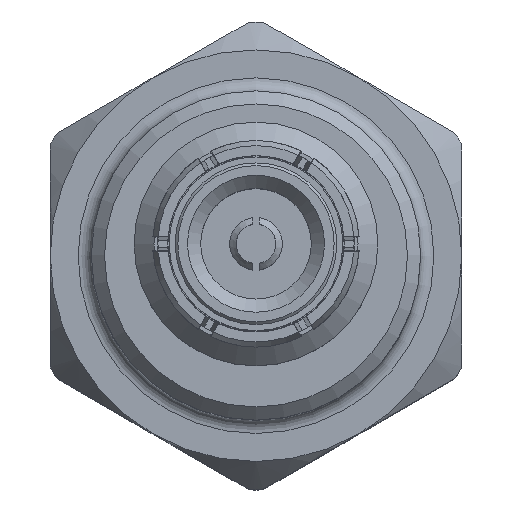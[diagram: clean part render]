
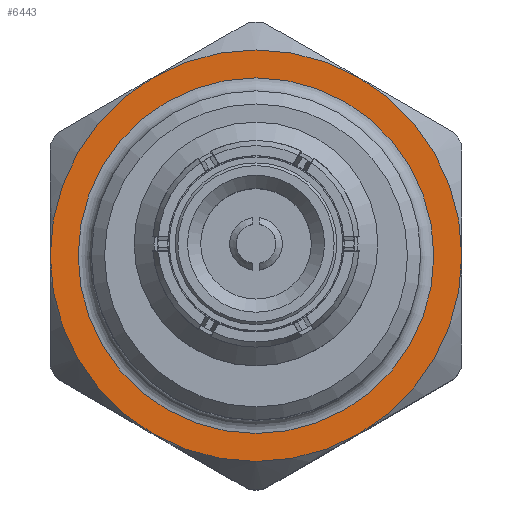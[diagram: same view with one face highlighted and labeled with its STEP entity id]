
A CAD part, top view. The second image highlights one B-rep face of the part: STEP entity #6443.
In plain terms, the highlighted face is planar.
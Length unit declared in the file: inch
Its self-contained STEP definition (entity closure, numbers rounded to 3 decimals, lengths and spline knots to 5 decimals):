
#472 = DIRECTION ( 'NONE',  ( 1., 0., 0. ) ) ;
#485 = ORIENTED_EDGE ( 'NONE', *, *, #835, .T. ) ;
#708 = ORIENTED_EDGE ( 'NONE', *, *, #9653, .T. ) ;
#715 = DIRECTION ( 'NONE',  ( 1., 0., 0. ) ) ;
#835 = EDGE_CURVE ( 'NONE', #6989, #3575, #9853, .T. ) ;
#1308 = CARTESIAN_POINT ( 'NONE',  ( -0.5415, 0., -0.135 ) ) ;
#1471 = DIRECTION ( 'NONE',  ( 1., 0., 0. ) ) ;
#1543 = DIRECTION ( 'NONE',  ( -1., 0., 0. ) ) ;
#2523 = EDGE_CURVE ( 'NONE', #10789, #7701, #7890, .T. ) ;
#2713 = ORIENTED_EDGE ( 'NONE', *, *, #2523, .T. ) ;
#2814 = AXIS2_PLACEMENT_3D ( 'NONE', #8766, #3377, #5283 ) ;
#3039 = CIRCLE ( 'NONE', #5623, 0.15625 ) ;
#3088 = DIRECTION ( 'NONE',  ( 0., 0., -1. ) ) ;
#3132 = EDGE_LOOP ( 'NONE', ( #7875 ) ) ;
#3146 = CARTESIAN_POINT ( 'NONE',  ( -0.5415, -0.13532, 0.07812 ) ) ;
#3152 = CARTESIAN_POINT ( 'NONE',  ( -0.5415, 0., 0. ) ) ;
#3191 = CARTESIAN_POINT ( 'NONE',  ( -0.5415, 0., 0. ) ) ;
#3360 = DIRECTION ( 'NONE',  ( 0., 0., -1. ) ) ;
#3377 = DIRECTION ( 'NONE',  ( 1., 0., 0. ) ) ;
#3477 = DIRECTION ( 'NONE',  ( 1., 0., 0. ) ) ;
#3575 = VERTEX_POINT ( 'NONE', #3146 ) ;
#3627 = AXIS2_PLACEMENT_3D ( 'NONE', #3152, #1543, #8426 ) ;
#4129 = AXIS2_PLACEMENT_3D ( 'NONE', #4543, #7203, #10915 ) ;
#4247 = FACE_OUTER_BOUND ( 'NONE', #6942, .T. ) ;
#4543 = CARTESIAN_POINT ( 'NONE',  ( -0.5415, 0., 0. ) ) ;
#4760 = ORIENTED_EDGE ( 'NONE', *, *, #6290, .T. ) ;
#5101 = ORIENTED_EDGE ( 'NONE', *, *, #11361, .T. ) ;
#5237 = CIRCLE ( 'NONE', #4129, 0.15625 ) ;
#5283 = DIRECTION ( 'NONE',  ( 0., 0., -1. ) ) ;
#5443 = AXIS2_PLACEMENT_3D ( 'NONE', #7525, #11068, #3360 ) ;
#5623 = AXIS2_PLACEMENT_3D ( 'NONE', #8750, #3477, #6077 ) ;
#5637 = CARTESIAN_POINT ( 'NONE',  ( -0.5415, 0., -0.15625 ) ) ;
#5669 = AXIS2_PLACEMENT_3D ( 'NONE', #9766, #715, #8713 ) ;
#6054 = CIRCLE ( 'NONE', #3627, 0.135 ) ;
#6077 = DIRECTION ( 'NONE',  ( 0., 0., -1. ) ) ;
#6131 = CARTESIAN_POINT ( 'NONE',  ( -0.5415, 0., 0.15625 ) ) ;
#6254 = VERTEX_POINT ( 'NONE', #9012 ) ;
#6290 = EDGE_CURVE ( 'NONE', #6254, #6989, #10133, .T. ) ;
#6362 = VERTEX_POINT ( 'NONE', #9180 ) ;
#6443 = ADVANCED_FACE ( 'NONE', ( #7424, #4247 ), #11200, .T. ) ;
#6929 = ORIENTED_EDGE ( 'NONE', *, *, #11448, .T. ) ;
#6942 = EDGE_LOOP ( 'NONE', ( #2713, #6929, #5101, #4760, #485, #708 ) ) ;
#6989 = VERTEX_POINT ( 'NONE', #6131 ) ;
#7191 = EDGE_CURVE ( 'NONE', #9249, #9249, #6054, .T. ) ;
#7203 = DIRECTION ( 'NONE',  ( 1., 0., 0. ) ) ;
#7424 = FACE_BOUND ( 'NONE', #3132, .T. ) ;
#7525 = CARTESIAN_POINT ( 'NONE',  ( -0.5415, 0., 0. ) ) ;
#7701 = VERTEX_POINT ( 'NONE', #5637 ) ;
#7875 = ORIENTED_EDGE ( 'NONE', *, *, #7191, .T. ) ;
#7890 = CIRCLE ( 'NONE', #5669, 0.15625 ) ;
#8426 = DIRECTION ( 'NONE',  ( 0., 0., -1. ) ) ;
#8459 = AXIS2_PLACEMENT_3D ( 'NONE', #3191, #472, #3088 ) ;
#8713 = DIRECTION ( 'NONE',  ( 0., 0., -1. ) ) ;
#8750 = CARTESIAN_POINT ( 'NONE',  ( -0.5415, 0., 0. ) ) ;
#8766 = CARTESIAN_POINT ( 'NONE',  ( -0.5415, 0., 0. ) ) ;
#8786 = CIRCLE ( 'NONE', #5443, 0.15625 ) ;
#9012 = CARTESIAN_POINT ( 'NONE',  ( -0.5415, 0.13532, 0.07812 ) ) ;
#9180 = CARTESIAN_POINT ( 'NONE',  ( -0.5415, 0.13532, -0.07813 ) ) ;
#9249 = VERTEX_POINT ( 'NONE', #1308 ) ;
#9413 = CARTESIAN_POINT ( 'NONE',  ( -0.5415, -0.13532, -0.07812 ) ) ;
#9653 = EDGE_CURVE ( 'NONE', #3575, #10789, #5237, .T. ) ;
#9766 = CARTESIAN_POINT ( 'NONE',  ( -0.5415, 0., 0. ) ) ;
#9853 = CIRCLE ( 'NONE', #2814, 0.15625 ) ;
#10133 = CIRCLE ( 'NONE', #8459, 0.15625 ) ;
#10512 = AXIS2_PLACEMENT_3D ( 'NONE', #10561, #1471, #11436 ) ;
#10561 = CARTESIAN_POINT ( 'NONE',  ( -0.5415, 0.125, 0. ) ) ;
#10789 = VERTEX_POINT ( 'NONE', #9413 ) ;
#10915 = DIRECTION ( 'NONE',  ( 0., 0., -1. ) ) ;
#11068 = DIRECTION ( 'NONE',  ( 1., 0., 0. ) ) ;
#11200 = PLANE ( 'NONE',  #10512 ) ;
#11361 = EDGE_CURVE ( 'NONE', #6362, #6254, #8786, .T. ) ;
#11436 = DIRECTION ( 'NONE',  ( 0., 0., -1. ) ) ;
#11448 = EDGE_CURVE ( 'NONE', #7701, #6362, #3039, .T. ) ;
